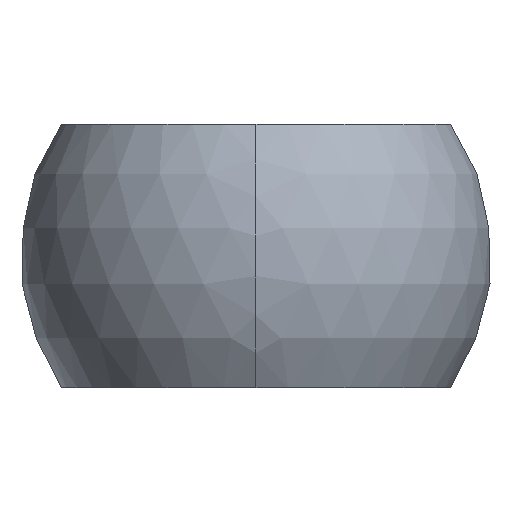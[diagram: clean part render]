
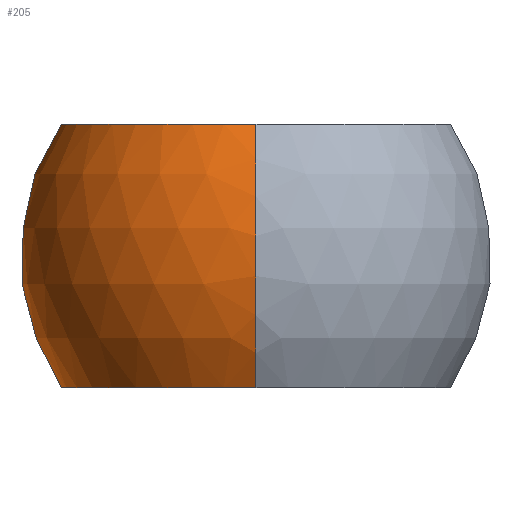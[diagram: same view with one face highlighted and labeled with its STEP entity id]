
A CAD part, left-side view. The second image highlights one B-rep face of the part: STEP entity #205.
In plain terms, the highlighted spherical face has radius 12.5 mm.
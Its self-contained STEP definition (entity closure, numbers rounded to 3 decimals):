
#159=VERTEX_POINT('',#353);
#161=VERTEX_POINT('',#355);
#205=ADVANCED_FACE('',(#401),#402,.T.);
#207=VERTEX_POINT('',#404);
#229=EDGE_CURVE('',#207,#275,#430,.T.);
#269=EDGE_CURVE('',#159,#161,#476,.T.);
#273=EDGE_CURVE('',#275,#159,#481,.T.);
#275=VERTEX_POINT('',#483);
#277=EDGE_CURVE('',#161,#207,#485,.T.);
#353=CARTESIAN_POINT('',(8.201,6.325,-7.0));
#355=CARTESIAN_POINT('',(8.201,6.325,7.0));
#401=FACE_OUTER_BOUND('',#704,.T.);
#402=SPHERICAL_SURFACE('',#705,12.5);
#404=CARTESIAN_POINT('',(-10.356,0.,7.0));
#430=CIRCLE('',#741,12.5);
#476=CIRCLE('',#875,9.434);
#481=CIRCLE('',#881,10.356);
#483=CARTESIAN_POINT('',(-10.356,0.,-7.0));
#485=CIRCLE('',#886,10.356);
#704=EDGE_LOOP('',(#1006,#1007,#1008,#1009));
#705=AXIS2_PLACEMENT_3D('',#1010,#1011,#1012);
#741=AXIS2_PLACEMENT_3D('',#1053,#1054,#1055);
#875=AXIS2_PLACEMENT_3D('',#1116,#1117,#1118);
#881=AXIS2_PLACEMENT_3D('',#1127,#1128,#1129);
#886=AXIS2_PLACEMENT_3D('',#1130,#1131,#1132);
#1006=ORIENTED_EDGE('',*,*,#229,.F.);
#1007=ORIENTED_EDGE('',*,*,#277,.F.);
#1008=ORIENTED_EDGE('',*,*,#269,.F.);
#1009=ORIENTED_EDGE('',*,*,#273,.F.);
#1010=CARTESIAN_POINT('',(0.0,0.0,0.0));
#1011=DIRECTION('',(0.0,0.0,1.0));
#1012=DIRECTION('',(1.0,0.0,0.0));
#1053=CARTESIAN_POINT('',(0.0,0.0,0.0));
#1054=DIRECTION('',(0.,-1.0,0.0));
#1055=DIRECTION('',(0.0,0.0,1.0));
#1116=CARTESIAN_POINT('',(8.201,0.0,0.0));
#1117=DIRECTION('',(1.0,0.0,0.0));
#1118=DIRECTION('',(0.0,1.0,0.0));
#1127=CARTESIAN_POINT('',(0.0,0.0,-7.0));
#1128=DIRECTION('',(-0.0,-0.0,-1.0));
#1129=DIRECTION('',(0.0,-1.0,0.0));
#1130=CARTESIAN_POINT('',(0.0,0.0,7.0));
#1131=DIRECTION('',(0.0,-0.0,1.0));
#1132=DIRECTION('',(0.0,1.0,0.0));
